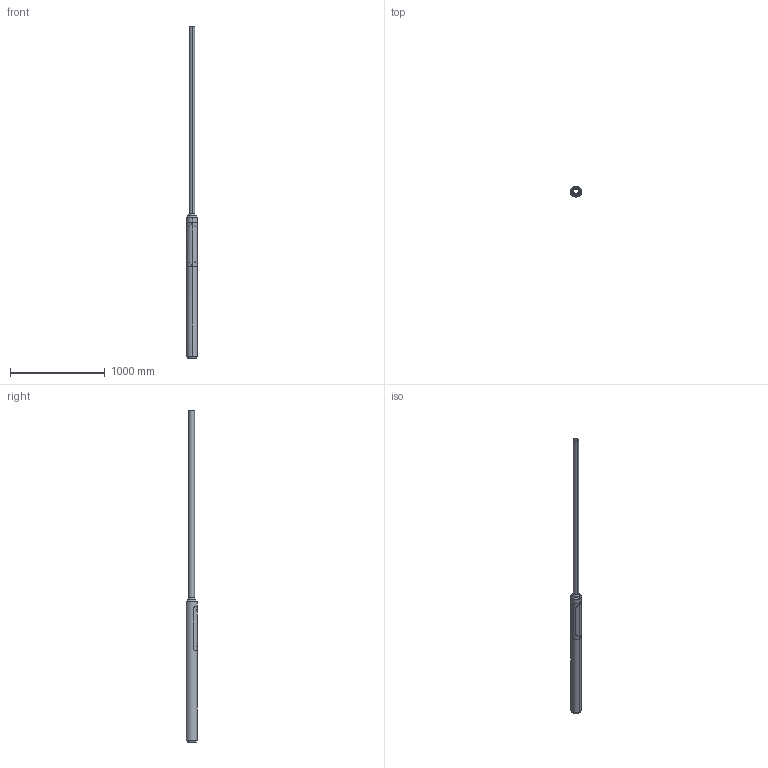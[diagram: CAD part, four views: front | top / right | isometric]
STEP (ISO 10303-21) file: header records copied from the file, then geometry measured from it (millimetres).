
FILE_DESCRIPTION (( 'STEP AP214' ), '1' );
FILE_NAME ('110000KXXX A203SO 4608079 SUORA OLAKEPYLVÄS_3D.step', '2022-05-28T14:42:56', ( '' ), ( '' ), 'SwSTEP 2.0', 'SolidWorks 2021', '' );
FILE_SCHEMA (( 'AUTOMOTIVE_DESIGN' ));
Length unit declared in the file: millimetre
Products named in the file (6): 60,3X2,9 PY烼E鵬UTKI-LATVA_60,3X2,9 LATVAPUTKI-2000; YKSI R_KYTKENTÄAUKON LUUKKU_LUUKKU D114,3; 114,3X3,6 PY烼E鵬UTKI-TYVI_114,3X3,6 TYVIPUTKI-1500; 110000KXXX A203SO 4608079 SUORA OLAKEPYLVÄS_3D; socket head cap screw_din_DIN 912 M6 x 16 --- 16N; KYTKENTÄAUKON LATTARAUTA_LATTA 4X20X80
Assembly tree (9 placements, depth 2):
  110000KXXX A203SO 4608079 SUORA OLAKEPYLVÄS_3D
    114,3X3,6 PY烼E鵬UTKI-TYVI_114,3X3,6 TYVIPUTKI-1500
    60,3X2,9 PY烼E鵬UTKI-LATVA_60,3X2,9 LATVAPUTKI-2000
    YKSI R_KYTKENTÄAUKON LUUKKU_LUUKKU D114,3
    socket head cap screw_din_DIN 912 M6 x 16 --- 16N  x4
    KYTKENTÄAUKON LATTARAUTA_LATTA 4X20X80  x2
Bounding box: 114.3 x 121.8 x 3500 mm (x, y, z)
Volume: 2915003.9 mm3; surface area: 1847556.4 mm2
Topology: 9 solids, 9 shells, 187 faces, 454 edges, 276 vertices
Faces by surface type: plane 89, cylinder 52, cone 30, torus 16
Entity records: 4380 total; most frequent: CARTESIAN_POINT 1679, ORIENTED_EDGE 520, DIRECTION 500, EDGE_CURVE 260, AXIS2_PLACEMENT_3D 186, VERTEX_POINT 165, VECTOR 128, LINE 128
